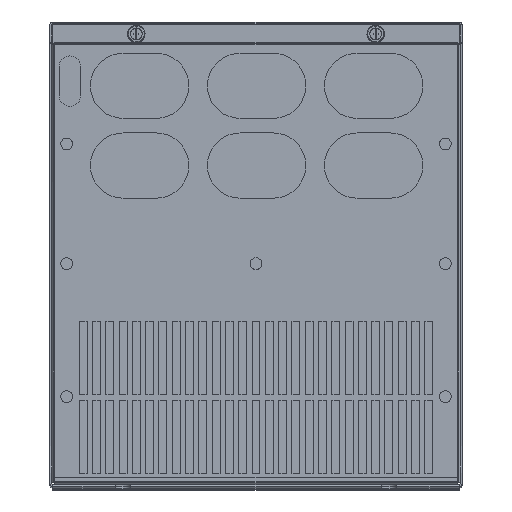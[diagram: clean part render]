
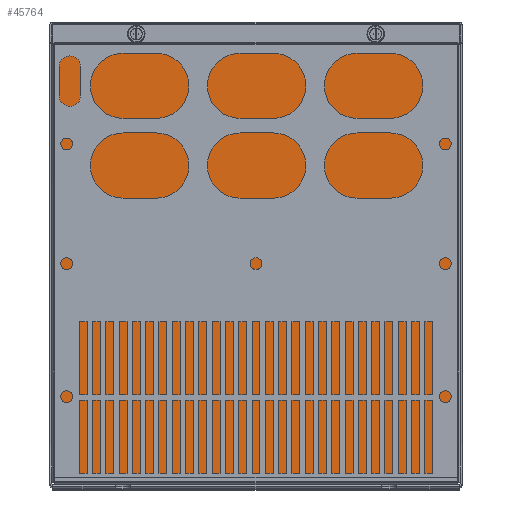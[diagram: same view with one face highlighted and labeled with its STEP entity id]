
A CAD part, top view. The second image highlights one B-rep face of the part: STEP entity #45764.
In plain terms, the highlighted planar face has unit normal (0, 0, 1).
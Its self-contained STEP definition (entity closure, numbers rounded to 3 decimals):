
#436 = EDGE_CURVE ( 'NONE', #64179, #9805, #11002, .T. ) ;
#623 = CARTESIAN_POINT ( 'NONE',  ( -153., 332.5, 288. ) ) ;
#679 = CARTESIAN_POINT ( 'NONE',  ( -151.5, 334.063, 288. ) ) ;
#2055 = ORIENTED_EDGE ( 'NONE', *, *, #59683, .F. ) ;
#2933 = ORIENTED_EDGE ( 'NONE', *, *, #49054, .F. ) ;
#4114 = VECTOR ( 'NONE', #16318, 1000. ) ;
#5615 = DIRECTION ( 'NONE',  ( 0., 0., -1. ) ) ;
#5709 = CARTESIAN_POINT ( 'NONE',  ( -152., 332.5, 288. ) ) ;
#6261 = DIRECTION ( 'NONE',  ( 0., 1., 0. ) ) ;
#7922 = CARTESIAN_POINT ( 'NONE',  ( -153., 7.112, 288. ) ) ;
#8216 = CARTESIAN_POINT ( 'NONE',  ( 151.5, 332.501, 288. ) ) ;
#9805 = VERTEX_POINT ( 'NONE', #64851 ) ;
#9930 = ORIENTED_EDGE ( 'NONE', *, *, #50379, .T. ) ;
#10535 = VERTEX_POINT ( 'NONE', #15584 ) ;
#11002 = LINE ( 'NONE', #48773, #13413 ) ;
#11252 = PLANE ( 'NONE',  #51022 ) ;
#11531 = EDGE_CURVE ( 'NONE', #10535, #48104, #24535, .T. ) ;
#13323 = EDGE_CURVE ( 'NONE', #60277, #39886, #15969, .T. ) ;
#13413 = VECTOR ( 'NONE', #38187, 1000. ) ;
#14005 = VERTEX_POINT ( 'NONE', #20659 ) ;
#15350 = CARTESIAN_POINT ( 'NONE',  ( -152., 7.112, 288. ) ) ;
#15584 = CARTESIAN_POINT ( 'NONE',  ( 153., 348., 288. ) ) ;
#15667 = CARTESIAN_POINT ( 'NONE',  ( 151.5, 334.063, 288. ) ) ;
#15852 = DIRECTION ( 'NONE',  ( 0., 1., 0. ) ) ;
#15969 = LINE ( 'NONE', #5709, #4114 ) ;
#16318 = DIRECTION ( 'NONE',  ( 0., -1., 0. ) ) ;
#18148 = CARTESIAN_POINT ( 'NONE',  ( -152., 332.5, 288. ) ) ;
#20659 = CARTESIAN_POINT ( 'NONE',  ( 152., 7.112, 288. ) ) ;
#21186 = CARTESIAN_POINT ( 'NONE',  ( 152., 332.5, 288. ) ) ;
#21303 = VERTEX_POINT ( 'NONE', #8216 ) ;
#21913 = VECTOR ( 'NONE', #60871, 1000. ) ;
#22141 = LINE ( 'NONE', #63906, #55375 ) ;
#22347 = ORIENTED_EDGE ( 'NONE', *, *, #13323, .T. ) ;
#22602 = DIRECTION ( 'NONE',  ( 1., 0., 0. ) ) ;
#23324 = ORIENTED_EDGE ( 'NONE', *, *, #45053, .F. ) ;
#24535 = LINE ( 'NONE', #46066, #37765 ) ;
#28042 = LINE ( 'NONE', #18148, #67779 ) ;
#28168 = FACE_OUTER_BOUND ( 'NONE', #57091, .T. ) ;
#28332 = DIRECTION ( 'NONE',  ( 1., 0., 0. ) ) ;
#29087 = DIRECTION ( 'NONE',  ( -1., 0., 0. ) ) ;
#29944 = ORIENTED_EDGE ( 'NONE', *, *, #436, .T. ) ;
#29981 = CARTESIAN_POINT ( 'NONE',  ( -153., 348., 288. ) ) ;
#30186 = DIRECTION ( 'NONE',  ( -1., 0., 0. ) ) ;
#30878 = VERTEX_POINT ( 'NONE', #623 ) ;
#32437 = VECTOR ( 'NONE', #28332, 1000. ) ;
#32604 = LINE ( 'NONE', #64699, #32437 ) ;
#32743 = ORIENTED_EDGE ( 'NONE', *, *, #55969, .T. ) ;
#34130 = VERTEX_POINT ( 'NONE', #43214 ) ;
#35042 = DIRECTION ( 'NONE',  ( 1., 0., 0. ) ) ;
#35470 = LINE ( 'NONE', #57336, #66067 ) ;
#37364 = EDGE_CURVE ( 'NONE', #48992, #21303, #35470, .T. ) ;
#37765 = VECTOR ( 'NONE', #30186, 1000. ) ;
#38101 = DIRECTION ( 'NONE',  ( 0., 1., 0. ) ) ;
#38187 = DIRECTION ( 'NONE',  ( 0., 1., 0. ) ) ;
#39886 = VERTEX_POINT ( 'NONE', #15350 ) ;
#40671 = LINE ( 'NONE', #46319, #52141 ) ;
#41378 = CARTESIAN_POINT ( 'NONE',  ( -151.5, 334.063, 288. ) ) ;
#42688 = ORIENTED_EDGE ( 'NONE', *, *, #44592, .T. ) ;
#42692 = LINE ( 'NONE', #64204, #55462 ) ;
#42774 = ORIENTED_EDGE ( 'NONE', *, *, #54614, .T. ) ;
#42898 = ORIENTED_EDGE ( 'NONE', *, *, #55050, .F. ) ;
#43214 = CARTESIAN_POINT ( 'NONE',  ( 153., 332.5, 288. ) ) ;
#44592 = EDGE_CURVE ( 'NONE', #14005, #58233, #42692, .T. ) ;
#44900 = ORIENTED_EDGE ( 'NONE', *, *, #37364, .T. ) ;
#45053 = EDGE_CURVE ( 'NONE', #30878, #48104, #40671, .T. ) ;
#45578 = ORIENTED_EDGE ( 'NONE', *, *, #11531, .T. ) ;
#45764 = ADVANCED_FACE ( 'NONE', ( #65223, #28168 ), #11252, .F. ) ;
#46066 = CARTESIAN_POINT ( 'NONE',  ( 153., 348., 288. ) ) ;
#46319 = CARTESIAN_POINT ( 'NONE',  ( -153., 7.112, 288. ) ) ;
#46675 = DIRECTION ( 'NONE',  ( 0., 1., 0. ) ) ;
#48104 = VERTEX_POINT ( 'NONE', #29981 ) ;
#48408 = LINE ( 'NONE', #49440, #63382 ) ;
#48773 = CARTESIAN_POINT ( 'NONE',  ( -151.5, 333.488, 288. ) ) ;
#48992 = VERTEX_POINT ( 'NONE', #15667 ) ;
#49054 = EDGE_CURVE ( 'NONE', #64179, #21303, #32604, .T. ) ;
#49440 = CARTESIAN_POINT ( 'NONE',  ( 152., 332.5, 288. ) ) ;
#50379 = EDGE_CURVE ( 'NONE', #9805, #48992, #55872, .T. ) ;
#51022 = AXIS2_PLACEMENT_3D ( 'NONE', #679, #5615, #38101 ) ;
#51716 = VECTOR ( 'NONE', #35042, 1000. ) ;
#52141 = VECTOR ( 'NONE', #46675, 1000. ) ;
#54107 = CARTESIAN_POINT ( 'NONE',  ( -151.5, 332.501, 288. ) ) ;
#54614 = EDGE_CURVE ( 'NONE', #34130, #10535, #22141, .T. ) ;
#55050 = EDGE_CURVE ( 'NONE', #60277, #30878, #28042, .T. ) ;
#55375 = VECTOR ( 'NONE', #6261, 1000. ) ;
#55462 = VECTOR ( 'NONE', #15852, 1000. ) ;
#55872 = LINE ( 'NONE', #41378, #51716 ) ;
#55969 = EDGE_CURVE ( 'NONE', #58233, #34130, #48408, .T. ) ;
#57091 = EDGE_LOOP ( 'NONE', ( #42774, #45578, #23324, #42898, #22347, #2055, #42688, #32743 ) ) ;
#57336 = CARTESIAN_POINT ( 'NONE',  ( 151.5, 333.488, 288. ) ) ;
#57671 = DIRECTION ( 'NONE',  ( 0., -1., 0. ) ) ;
#58233 = VERTEX_POINT ( 'NONE', #21186 ) ;
#59683 = EDGE_CURVE ( 'NONE', #14005, #39886, #67199, .T. ) ;
#60277 = VERTEX_POINT ( 'NONE', #67803 ) ;
#60871 = DIRECTION ( 'NONE',  ( -1., 0., 0. ) ) ;
#63382 = VECTOR ( 'NONE', #22602, 1000. ) ;
#63906 = CARTESIAN_POINT ( 'NONE',  ( 153., 7.112, 288. ) ) ;
#64179 = VERTEX_POINT ( 'NONE', #54107 ) ;
#64204 = CARTESIAN_POINT ( 'NONE',  ( 152., 1.5, 288. ) ) ;
#64699 = CARTESIAN_POINT ( 'NONE',  ( -151.5, 332.501, 288. ) ) ;
#64851 = CARTESIAN_POINT ( 'NONE',  ( -151.5, 334.063, 288. ) ) ;
#65223 = FACE_BOUND ( 'NONE', #66561, .T. ) ;
#66067 = VECTOR ( 'NONE', #57671, 1000. ) ;
#66561 = EDGE_LOOP ( 'NONE', ( #9930, #44900, #2933, #29944 ) ) ;
#67199 = LINE ( 'NONE', #7922, #21913 ) ;
#67779 = VECTOR ( 'NONE', #29087, 1000. ) ;
#67803 = CARTESIAN_POINT ( 'NONE',  ( -152., 332.5, 288. ) ) ;
